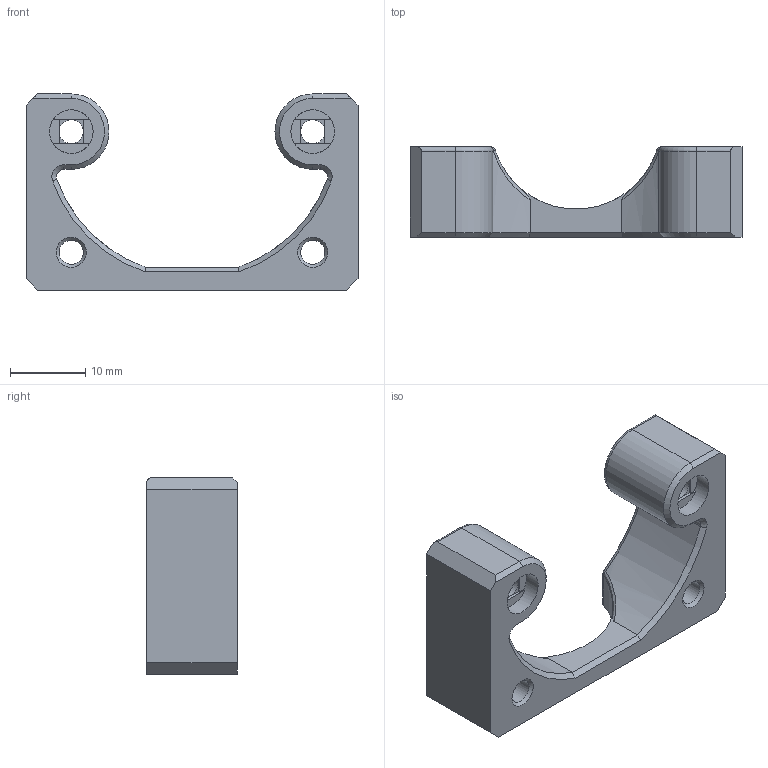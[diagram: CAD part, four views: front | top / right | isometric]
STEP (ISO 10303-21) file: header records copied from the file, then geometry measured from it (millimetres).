
FILE_DESCRIPTION(/* description */ (''),/* implementation_level */ '2;1');
FILE_NAME(/* name */ 'PartCoolingFanMount v17.step',/* time_stamp */ '2025-04-20T18:24:08+10:00',/* author */ (''),/* organization */ (''),/* preprocessor_version */ 'ST-DEVELOPER v20.1',/* originating_system */ 'Autodesk Translation Framework v14.4.0.0',/* authorisation */ '');
FILE_SCHEMA (('AUTOMOTIVE_DESIGN { 1 0 10303 214 3 1 1 }'));
Length unit declared in the file: millimetre
Products named in the file (1): PartCoolingFanMount
Bounding box: 44 x 12 x 26 mm (x, y, z)
Volume: 5415.2 mm3; surface area: 3467.1 mm2
Topology: 1 solids, 1 shells, 85 faces, 209 edges, 126 vertices
Faces by surface type: plane 44, cylinder 19, cone 12, torus 6, bspline 2, sphere 2
Full cylindrical faces by diameter (mm): 3.2 x4, 5.8 x2
Entity records: 2580 total; most frequent: CARTESIAN_POINT 495, DIRECTION 445, ORIENTED_EDGE 418, EDGE_CURVE 209, AXIS2_PLACEMENT_3D 160, VERTEX_POINT 126, LINE 125, VECTOR 125
